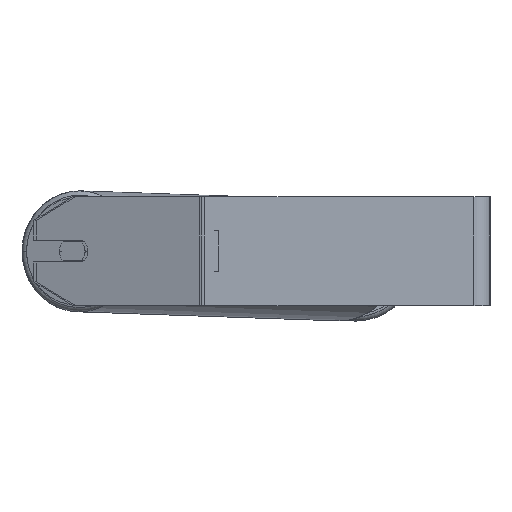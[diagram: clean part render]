
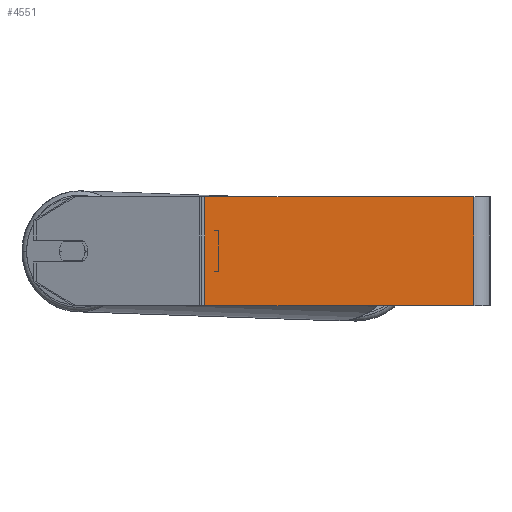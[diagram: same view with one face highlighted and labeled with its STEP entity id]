
A CAD part, left-side view. The second image highlights one B-rep face of the part: STEP entity #4551.
In plain terms, the highlighted planar face has unit normal (-1, 0, 0).
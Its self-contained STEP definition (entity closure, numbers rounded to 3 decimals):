
#169 = VERTEX_POINT ( 'NONE', #7214 ) ;
#279 = VERTEX_POINT ( 'NONE', #1995 ) ;
#767 = VECTOR ( 'NONE', #3540, 1000. ) ;
#1436 = EDGE_LOOP ( 'NONE', ( #8584, #4546, #3288, #5429 ) ) ;
#1995 = CARTESIAN_POINT ( 'NONE',  ( -900., 209.733, -40. ) ) ;
#2185 = AXIS2_PLACEMENT_3D ( 'NONE', #2518, #8630, #4511 ) ;
#2367 = EDGE_CURVE ( 'NONE', #279, #3828, #7370, .T. ) ;
#2518 = CARTESIAN_POINT ( 'NONE',  ( -900., 211.848, 40. ) ) ;
#2570 = DIRECTION ( 'NONE',  ( 0., 0., -1. ) ) ;
#2654 = CARTESIAN_POINT ( 'NONE',  ( -900., 209.733, 40. ) ) ;
#2659 = EDGE_CURVE ( 'NONE', #169, #3828, #8607, .T. ) ;
#2745 = DIRECTION ( 'NONE',  ( 0., 0., -1. ) ) ;
#2865 = EDGE_CURVE ( 'NONE', #8555, #169, #5542, .T. ) ;
#3288 = ORIENTED_EDGE ( 'NONE', *, *, #2865, .F. ) ;
#3540 = DIRECTION ( 'NONE',  ( 0., -1., 0. ) ) ;
#3597 = VECTOR ( 'NONE', #2570, 1000. ) ;
#3828 = VERTEX_POINT ( 'NONE', #4746 ) ;
#3999 = CARTESIAN_POINT ( 'NONE',  ( -900., 211.848, -40. ) ) ;
#4030 = LINE ( 'NONE', #2654, #8170 ) ;
#4469 = FACE_OUTER_BOUND ( 'NONE', #1436, .T. ) ;
#4511 = DIRECTION ( 'NONE',  ( 0., 0., -1. ) ) ;
#4546 = ORIENTED_EDGE ( 'NONE', *, *, #2659, .F. ) ;
#4551 = ADVANCED_FACE ( 'NONE', ( #4469 ), #8505, .F. ) ;
#4746 = CARTESIAN_POINT ( 'NONE',  ( -900., 12., -40. ) ) ;
#4873 = CARTESIAN_POINT ( 'NONE',  ( -900., 211.848, 40. ) ) ;
#5021 = VECTOR ( 'NONE', #7502, 1000. ) ;
#5429 = ORIENTED_EDGE ( 'NONE', *, *, #6309, .T. ) ;
#5542 = LINE ( 'NONE', #4873, #767 ) ;
#5944 = CARTESIAN_POINT ( 'NONE',  ( -900., 12., 40. ) ) ;
#6309 = EDGE_CURVE ( 'NONE', #8555, #279, #4030, .T. ) ;
#7214 = CARTESIAN_POINT ( 'NONE',  ( -900., 12., 40. ) ) ;
#7370 = LINE ( 'NONE', #3999, #5021 ) ;
#7502 = DIRECTION ( 'NONE',  ( 0., -1., 0. ) ) ;
#8170 = VECTOR ( 'NONE', #2745, 1000. ) ;
#8447 = CARTESIAN_POINT ( 'NONE',  ( -900., 209.733, 40. ) ) ;
#8505 = PLANE ( 'NONE',  #2185 ) ;
#8555 = VERTEX_POINT ( 'NONE', #8447 ) ;
#8584 = ORIENTED_EDGE ( 'NONE', *, *, #2367, .T. ) ;
#8607 = LINE ( 'NONE', #5944, #3597 ) ;
#8630 = DIRECTION ( 'NONE',  ( 1., 0., 0. ) ) ;
